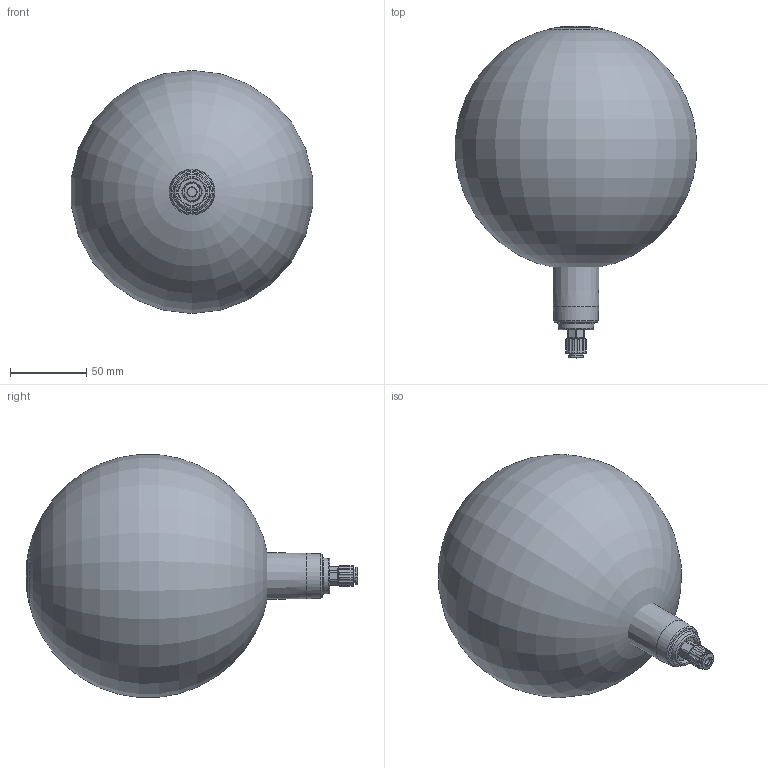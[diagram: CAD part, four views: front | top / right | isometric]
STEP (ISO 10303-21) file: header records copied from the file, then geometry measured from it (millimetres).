
FILE_DESCRIPTION(/* description */ ('STEP AP214'),/* implementation_level */ '2;1');
FILE_NAME(/* name */ '8175803_MS4-LFR-1_4-D6-C-P-M-A8-F1A-B',/* time_stamp */ '2024-09-09T17:19:45+02:00',/* author */ ('License CC BY-ND 4.0'),/* organization */ ('CADENAS'),/* preprocessor_version */ 'ST-DEVELOPER v19.3',/* originating_system */ 'PARTsolutions',/* authorisation */ ' ');
FILE_SCHEMA (('AUTOMOTIVE_DESIGN {1 0 10303 214 3 1 1}'));
Length unit declared in the file: millimetre
Products named in the file (1): 8175803 MS4-LFR-1/4-D6-C-P-M-A8-F1A-B---(high)
Bounding box: 158.4 x 218.01 x 159.56 mm (x, y, z)
Volume: 1918165.4 mm3; surface area: 115109.1 mm2
Topology: 1 solids, 1 shells, 484 faces, 1296 edges, 846 vertices
Faces by surface type: plane 224, cylinder 207, cone 31, torus 22
Full cylindrical faces by diameter (mm): 6 x5, 7.5 x1, 8.566 x1, 8.72 x1, 11.445 x2, 15 x1, 27.9 x1
Entity records: 18551 total; most frequent: CARTESIAN_POINT 3081, DIRECTION 2540, ORIENTED_EDGE 2502, EDGE_CURVE 1251, AXIS2_PLACEMENT_3D 947, VERTEX_POINT 839, LINE 646, VECTOR 646
